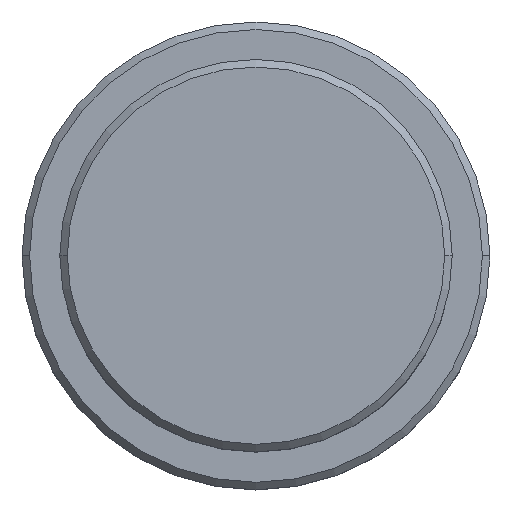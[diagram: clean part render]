
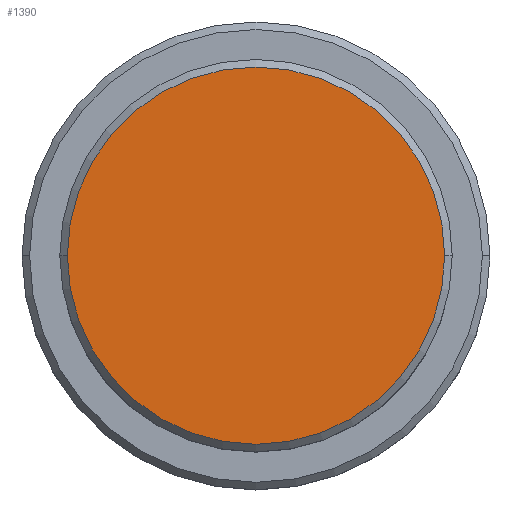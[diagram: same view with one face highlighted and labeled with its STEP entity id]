
A CAD part, top view. The second image highlights one B-rep face of the part: STEP entity #1390.
In plain terms, the highlighted planar face has unit normal (0, 0, 1).
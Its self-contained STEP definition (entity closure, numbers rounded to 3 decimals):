
#56 = VERTEX_POINT ( 'NONE', #1367 ) ;
#59 = DIRECTION ( 'NONE',  ( 1., 0., 0. ) ) ;
#64 = CIRCLE ( 'NONE', #73, 12.5 ) ;
#73 = AXIS2_PLACEMENT_3D ( 'NONE', #225, #338, #212 ) ;
#98 = ORIENTED_EDGE ( 'NONE', *, *, #796, .T. ) ;
#212 = DIRECTION ( 'NONE',  ( 1., 0., 0. ) ) ;
#225 = CARTESIAN_POINT ( 'NONE',  ( 0., 0., 0. ) ) ;
#338 = DIRECTION ( 'NONE',  ( 0., 0., 1. ) ) ;
#507 = VERTEX_POINT ( 'NONE', #1259 ) ;
#588 = DIRECTION ( 'NONE',  ( 1., 0., 0. ) ) ;
#636 = AXIS2_PLACEMENT_3D ( 'NONE', #1356, #1256, #59 ) ;
#661 = CIRCLE ( 'NONE', #905, 12.5 ) ;
#722 = PLANE ( 'NONE',  #636 ) ;
#796 = EDGE_CURVE ( 'NONE', #507, #56, #64, .T. ) ;
#905 = AXIS2_PLACEMENT_3D ( 'NONE', #1157, #1261, #588 ) ;
#1036 = EDGE_LOOP ( 'NONE', ( #1238, #98 ) ) ;
#1057 = FACE_OUTER_BOUND ( 'NONE', #1036, .T. ) ;
#1157 = CARTESIAN_POINT ( 'NONE',  ( 0., 0., 0. ) ) ;
#1238 = ORIENTED_EDGE ( 'NONE', *, *, #1340, .T. ) ;
#1256 = DIRECTION ( 'NONE',  ( 0., 0., 1. ) ) ;
#1259 = CARTESIAN_POINT ( 'NONE',  ( 12.5, 0., 0. ) ) ;
#1261 = DIRECTION ( 'NONE',  ( 0., 0., 1. ) ) ;
#1340 = EDGE_CURVE ( 'NONE', #56, #507, #661, .T. ) ;
#1356 = CARTESIAN_POINT ( 'NONE',  ( 0., 0., 0. ) ) ;
#1367 = CARTESIAN_POINT ( 'NONE',  ( -12.5, 0., 0. ) ) ;
#1390 = ADVANCED_FACE ( 'NONE', ( #1057 ), #722, .T. ) ;
